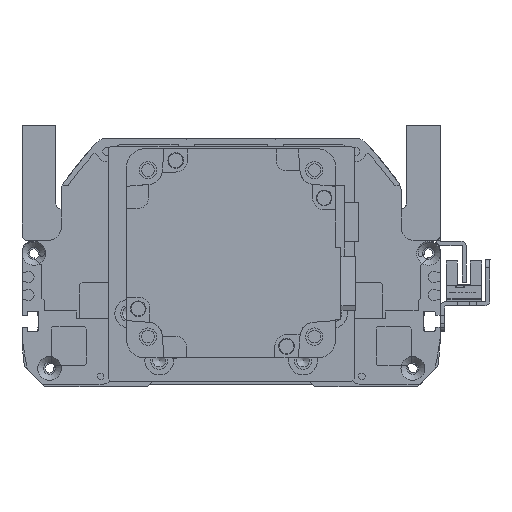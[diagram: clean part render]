
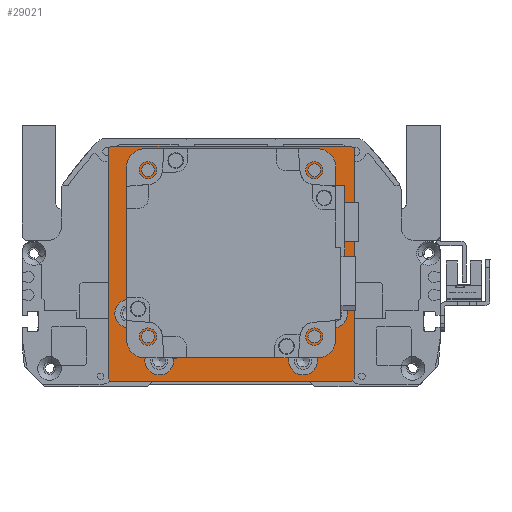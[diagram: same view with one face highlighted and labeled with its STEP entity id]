
A CAD part, front view. The second image highlights one B-rep face of the part: STEP entity #29021.
In plain terms, the highlighted face is planar.
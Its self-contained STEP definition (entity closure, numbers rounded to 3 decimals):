
#1722=FACE_BOUND('',#6237,.T.);
#1723=FACE_BOUND('',#6238,.T.);
#1724=FACE_BOUND('',#6239,.T.);
#1725=FACE_BOUND('',#6240,.T.);
#1726=FACE_BOUND('',#6241,.T.);
#1727=FACE_BOUND('',#6242,.T.);
#1728=FACE_BOUND('',#6243,.T.);
#1729=FACE_BOUND('',#6244,.T.);
#1730=FACE_BOUND('',#6245,.T.);
#2344=PLANE('',#32124);
#4482=FACE_OUTER_BOUND('',#6236,.T.);
#6236=EDGE_LOOP('',(#26876,#26877,#26878,#26879,#26880,#26881,#26882,#26883));
#6237=EDGE_LOOP('',(#26884));
#6238=EDGE_LOOP('',(#26885));
#6239=EDGE_LOOP('',(#26886));
#6240=EDGE_LOOP('',(#26887));
#6241=EDGE_LOOP('',(#26888));
#6242=EDGE_LOOP('',(#26889));
#6243=EDGE_LOOP('',(#26890));
#6244=EDGE_LOOP('',(#26891));
#6245=EDGE_LOOP('',(#26892));
#8515=LINE('',#51923,#10830);
#8517=LINE('',#51927,#10832);
#8520=LINE('',#51933,#10835);
#8521=LINE('',#51935,#10836);
#8522=LINE('',#51937,#10837);
#8523=LINE('',#51939,#10838);
#8524=LINE('',#51941,#10839);
#8525=LINE('',#51942,#10840);
#10830=VECTOR('',#39744,10.);
#10832=VECTOR('',#39748,10.);
#10835=VECTOR('',#39753,10.);
#10836=VECTOR('',#39754,10.);
#10837=VECTOR('',#39755,10.);
#10838=VECTOR('',#39756,10.);
#10839=VECTOR('',#39757,10.);
#10840=VECTOR('',#39758,10.);
#12284=CIRCLE('',#32125,35.);
#12285=CIRCLE('',#32126,2.459);
#12286=CIRCLE('',#32127,2.459);
#12287=CIRCLE('',#32128,2.459);
#12288=CIRCLE('',#32129,2.459);
#12289=CIRCLE('',#32130,5.5);
#12290=CIRCLE('',#32131,5.5);
#12291=CIRCLE('',#32132,5.5);
#12292=CIRCLE('',#32133,5.5);
#14928=VERTEX_POINT('',#51920);
#14929=VERTEX_POINT('',#51922);
#14930=VERTEX_POINT('',#51926);
#14932=VERTEX_POINT('',#51932);
#14933=VERTEX_POINT('',#51934);
#14934=VERTEX_POINT('',#51936);
#14935=VERTEX_POINT('',#51938);
#14936=VERTEX_POINT('',#51940);
#14937=VERTEX_POINT('',#51943);
#14938=VERTEX_POINT('',#51945);
#14939=VERTEX_POINT('',#51947);
#14940=VERTEX_POINT('',#51949);
#14941=VERTEX_POINT('',#51951);
#14942=VERTEX_POINT('',#51953);
#14943=VERTEX_POINT('',#51955);
#14944=VERTEX_POINT('',#51957);
#14945=VERTEX_POINT('',#51959);
#18948=EDGE_CURVE('',#14928,#14929,#8515,.T.);
#18950=EDGE_CURVE('',#14930,#14929,#8517,.T.);
#18953=EDGE_CURVE('',#14928,#14932,#8520,.T.);
#18954=EDGE_CURVE('',#14933,#14932,#8521,.T.);
#18955=EDGE_CURVE('',#14933,#14934,#8522,.T.);
#18956=EDGE_CURVE('',#14935,#14934,#8523,.T.);
#18957=EDGE_CURVE('',#14935,#14936,#8524,.T.);
#18958=EDGE_CURVE('',#14930,#14936,#8525,.T.);
#18959=EDGE_CURVE('',#14937,#14937,#12284,.T.);
#18960=EDGE_CURVE('',#14938,#14938,#12285,.T.);
#18961=EDGE_CURVE('',#14939,#14939,#12286,.T.);
#18962=EDGE_CURVE('',#14940,#14940,#12287,.T.);
#18963=EDGE_CURVE('',#14941,#14941,#12288,.T.);
#18964=EDGE_CURVE('',#14942,#14942,#12289,.T.);
#18965=EDGE_CURVE('',#14943,#14943,#12290,.T.);
#18966=EDGE_CURVE('',#14944,#14944,#12291,.T.);
#18967=EDGE_CURVE('',#14945,#14945,#12292,.T.);
#26876=ORIENTED_EDGE('',*,*,#18948,.F.);
#26877=ORIENTED_EDGE('',*,*,#18953,.T.);
#26878=ORIENTED_EDGE('',*,*,#18954,.F.);
#26879=ORIENTED_EDGE('',*,*,#18955,.T.);
#26880=ORIENTED_EDGE('',*,*,#18956,.F.);
#26881=ORIENTED_EDGE('',*,*,#18957,.T.);
#26882=ORIENTED_EDGE('',*,*,#18958,.F.);
#26883=ORIENTED_EDGE('',*,*,#18950,.T.);
#26884=ORIENTED_EDGE('',*,*,#18959,.T.);
#26885=ORIENTED_EDGE('',*,*,#18960,.T.);
#26886=ORIENTED_EDGE('',*,*,#18961,.T.);
#26887=ORIENTED_EDGE('',*,*,#18962,.T.);
#26888=ORIENTED_EDGE('',*,*,#18963,.T.);
#26889=ORIENTED_EDGE('',*,*,#18964,.T.);
#26890=ORIENTED_EDGE('',*,*,#18965,.T.);
#26891=ORIENTED_EDGE('',*,*,#18966,.T.);
#26892=ORIENTED_EDGE('',*,*,#18967,.T.);
#29021=ADVANCED_FACE('',(#4482,#1722,#1723,#1724,#1725,#1726,#1727,#1728,
#1729,#1730),#2344,.T.);
#32124=AXIS2_PLACEMENT_3D('',#51931,#39751,#39752);
#32125=AXIS2_PLACEMENT_3D('',#51944,#39759,#39760);
#32126=AXIS2_PLACEMENT_3D('',#51946,#39761,#39762);
#32127=AXIS2_PLACEMENT_3D('',#51948,#39763,#39764);
#32128=AXIS2_PLACEMENT_3D('',#51950,#39765,#39766);
#32129=AXIS2_PLACEMENT_3D('',#51952,#39767,#39768);
#32130=AXIS2_PLACEMENT_3D('',#51954,#39769,#39770);
#32131=AXIS2_PLACEMENT_3D('',#51956,#39771,#39772);
#32132=AXIS2_PLACEMENT_3D('',#51958,#39773,#39774);
#32133=AXIS2_PLACEMENT_3D('',#51960,#39775,#39776);
#39744=DIRECTION('',(0.707,0.707,0.));
#39748=DIRECTION('',(-1.,0.,0.));
#39751=DIRECTION('center_axis',(0.,0.,1.));
#39752=DIRECTION('ref_axis',(1.,0.,0.));
#39753=DIRECTION('',(0.,-1.,0.));
#39754=DIRECTION('',(-0.707,0.707,0.));
#39755=DIRECTION('',(1.,0.,0.));
#39756=DIRECTION('',(-0.707,-0.707,0.));
#39757=DIRECTION('',(0.,1.,0.));
#39758=DIRECTION('',(0.707,-0.707,0.));
#39759=DIRECTION('center_axis',(0.,0.,-1.));
#39760=DIRECTION('ref_axis',(1.,0.,0.));
#39761=DIRECTION('center_axis',(0.,0.,-1.));
#39762=DIRECTION('ref_axis',(1.,0.,0.));
#39763=DIRECTION('center_axis',(0.,0.,-1.));
#39764=DIRECTION('ref_axis',(1.,0.,0.));
#39765=DIRECTION('center_axis',(0.,0.,-1.));
#39766=DIRECTION('ref_axis',(1.,0.,0.));
#39767=DIRECTION('center_axis',(0.,0.,-1.));
#39768=DIRECTION('ref_axis',(1.,0.,0.));
#39769=DIRECTION('center_axis',(0.,0.,-1.));
#39770=DIRECTION('ref_axis',(1.,0.,0.));
#39771=DIRECTION('center_axis',(0.,0.,-1.));
#39772=DIRECTION('ref_axis',(1.,0.,0.));
#39773=DIRECTION('center_axis',(0.,0.,-1.));
#39774=DIRECTION('ref_axis',(1.,0.,0.));
#39775=DIRECTION('center_axis',(0.,0.,-1.));
#39776=DIRECTION('ref_axis',(1.,0.,0.));
#51920=CARTESIAN_POINT('',(-47.,44.5,76.));
#51922=CARTESIAN_POINT('',(-46.,45.5,76.));
#51923=CARTESIAN_POINT('',(-46.125,45.375,76.));
#51926=CARTESIAN_POINT('',(46.,45.5,76.));
#51927=CARTESIAN_POINT('',(47.,45.5,76.));
#51931=CARTESIAN_POINT('Origin',(0.,0.,
76.));
#51932=CARTESIAN_POINT('',(-47.,-43.5,76.));
#51933=CARTESIAN_POINT('',(-47.,44.5,76.));
#51934=CARTESIAN_POINT('',(-46.,-44.5,76.));
#51935=CARTESIAN_POINT('',(-45.875,-44.625,76.));
#51936=CARTESIAN_POINT('',(46.,-44.5,76.));
#51937=CARTESIAN_POINT('',(-47.,-44.5,76.));
#51938=CARTESIAN_POINT('',(47.,-43.5,76.));
#51939=CARTESIAN_POINT('',(45.875,-44.625,76.));
#51940=CARTESIAN_POINT('',(47.,44.5,76.));
#51941=CARTESIAN_POINT('',(47.,-44.5,76.));
#51942=CARTESIAN_POINT('',(46.125,45.375,76.));
#51943=CARTESIAN_POINT('',(-35.,4.5,76.));
#51944=CARTESIAN_POINT('Origin',(0.,4.5,76.));
#51945=CARTESIAN_POINT('',(29.361,-27.32,76.));
#51946=CARTESIAN_POINT('Origin',(31.82,-27.32,76.));
#51947=CARTESIAN_POINT('',(29.361,36.32,76.));
#51948=CARTESIAN_POINT('Origin',(31.82,36.32,76.));
#51949=CARTESIAN_POINT('',(-34.278,36.32,76.));
#51950=CARTESIAN_POINT('Origin',(-31.82,36.32,76.));
#51951=CARTESIAN_POINT('',(-34.278,-27.32,76.));
#51952=CARTESIAN_POINT('Origin',(-31.82,-27.32,76.));
#51953=CARTESIAN_POINT('',(-44.5,-18.5,76.));
#51954=CARTESIAN_POINT('Origin',(-39.,-18.5,76.));
#51955=CARTESIAN_POINT('',(33.5,-18.5,76.));
#51956=CARTESIAN_POINT('Origin',(39.,-18.5,76.));
#51957=CARTESIAN_POINT('',(22.,-36.5,76.));
#51958=CARTESIAN_POINT('Origin',(27.5,-36.5,76.));
#51959=CARTESIAN_POINT('',(-33.,-36.5,76.));
#51960=CARTESIAN_POINT('Origin',(-27.5,-36.5,76.));
